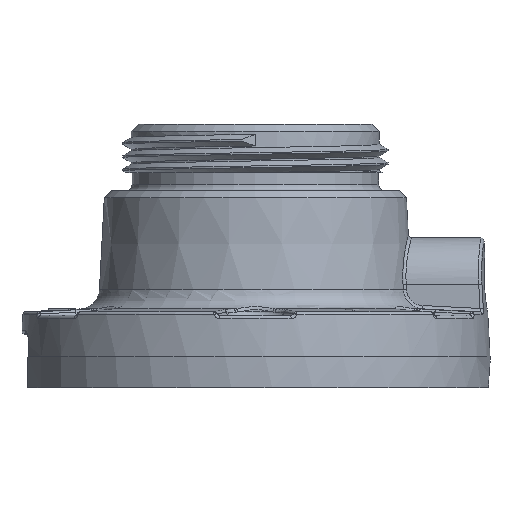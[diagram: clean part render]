
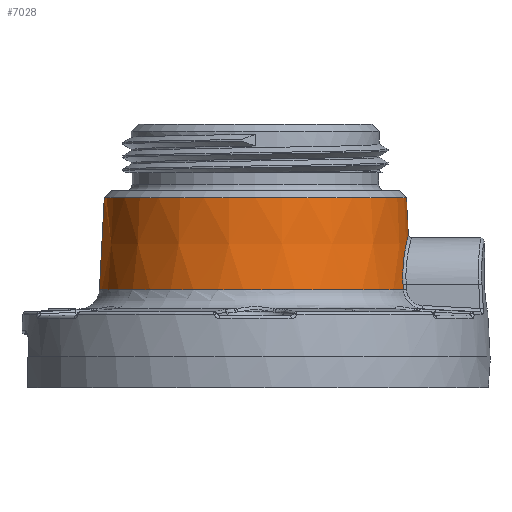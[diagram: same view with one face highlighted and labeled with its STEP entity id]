
A CAD part, left-side view. The second image highlights one B-rep face of the part: STEP entity #7028.
In plain terms, the highlighted conical face has half-angle 3 degrees and reference radius 73.1 mm.
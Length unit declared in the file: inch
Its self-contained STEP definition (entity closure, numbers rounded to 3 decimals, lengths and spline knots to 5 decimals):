
#813=CARTESIAN_POINT('',(0.,0.,3.67517));
#814=DIRECTION('',(0.,0.,-1.));
#815=DIRECTION('',(0.,-1.,0.));
#816=AXIS2_PLACEMENT_3D('',#813,#814,#815);
#818=CARTESIAN_POINT('',(0.,-2.86898,
2.97976));
#819=CARTESIAN_POINT('',(-0.05929,-2.86898,
2.97975));
#820=CARTESIAN_POINT('',(-0.17615,-2.86595,
2.96824));
#821=CARTESIAN_POINT('',(-0.34863,-2.85276,
2.91599));
#822=CARTESIAN_POINT('',(-0.51011,-2.83271,
2.82899));
#823=CARTESIAN_POINT('',(-0.65325,-2.8092,
2.70952));
#824=CARTESIAN_POINT('',(-0.76963,-2.78706,
2.56384));
#825=CARTESIAN_POINT('',(-0.85448,-2.77086,
2.40011));
#826=CARTESIAN_POINT('',(-0.90614,-2.76393,
2.22325));
#827=CARTESIAN_POINT('',(-0.9175,-2.76674,
2.1036));
#828=CARTESIAN_POINT('',(-0.91753,-2.77008,
2.04276));
#830=DIRECTION('',(0.,-0.055,-0.998));
#831=VECTOR('',#830,0.1005);
#832=CARTESIAN_POINT('',(-0.91753,-2.77008,
2.04276));
#833=LINE('',#832,#831);
#834=CARTESIAN_POINT('',(0.,0.,1.94241));
#835=DIRECTION('',(0.,0.,1.));
#836=DIRECTION('',(0.,1.,0.));
#837=AXIS2_PLACEMENT_3D('',#834,#835,#836);
#844=DIRECTION('',(0.,-0.052,0.999));
#845=VECTOR('',#844,1.73514);
#846=CARTESIAN_POINT('',(0.,2.92334,1.94241));
#847=LINE('',#846,#845);
#869=DIRECTION('',(0.,0.052,0.999));
#870=VECTOR('',#869,0.69637);
#871=CARTESIAN_POINT('',(0.,-2.86898,
2.97976));
#872=LINE('',#871,#870);
#924=CARTESIAN_POINT('',(-0.91757,-2.77561,
1.94241));
#5854=VERTEX_POINT('',#924);
#5858=CARTESIAN_POINT('',(-0.91753,-2.77008,
2.04276));
#5859=VERTEX_POINT('',#5858);
#5861=VERTEX_POINT('',#818);
#5874=CARTESIAN_POINT('',(0.,2.92334,1.94241));
#5875=VERTEX_POINT('',#5874);
#6250=CARTESIAN_POINT('',(0.,-2.83253,3.67517));
#6251=CARTESIAN_POINT('',(0.,2.83253,3.67517));
#6252=VERTEX_POINT('',#6250);
#6253=VERTEX_POINT('',#6251);
#7010=CARTESIAN_POINT('',(0.,0.,2.80879));
#7011=DIRECTION('',(0.,0.,-1.));
#7012=DIRECTION('',(0.,-1.,0.));
#7013=AXIS2_PLACEMENT_3D('',#7010,#7011,#7012);
#7014=CONICAL_SURFACE('',#7013,2.87794,3.);
#7015=ORIENTED_EDGE('',*,*,#7000,.F.);
#7017=ORIENTED_EDGE('',*,*,#7016,.F.);
#7019=ORIENTED_EDGE('',*,*,#7018,.T.);
#7021=ORIENTED_EDGE('',*,*,#7020,.T.);
#7023=ORIENTED_EDGE('',*,*,#7022,.F.);
#7025=ORIENTED_EDGE('',*,*,#7024,.T.);
#7026=EDGE_LOOP('',(#7015,#7017,#7019,#7021,#7023,#7025));
#7027=FACE_OUTER_BOUND('',#7026,.F.);
#817=CIRCLE('',#816,2.83253);
#829=B_SPLINE_CURVE_WITH_KNOTS('',3,(#818,#819,#820,#821,#822,#823,#824,#825,
#826,#827,#828),.UNSPECIFIED.,.F.,.F.,(4,1,1,1,1,1,1,1,4),(0.,0.125,0.25,
0.375,0.5,0.625,0.75,0.875,1.),.UNSPECIFIED.);
#838=CIRCLE('',#837,2.92334);
#7000=EDGE_CURVE('',#6252,#6253,#817,.T.);
#7016=EDGE_CURVE('',#5861,#6252,#872,.T.);
#7018=EDGE_CURVE('',#5861,#5859,#829,.T.);
#7020=EDGE_CURVE('',#5859,#5854,#833,.T.);
#7022=EDGE_CURVE('',#5875,#5854,#838,.T.);
#7024=EDGE_CURVE('',#5875,#6253,#847,.T.);
#7028=ADVANCED_FACE('',(#7027),#7014,.T.);
